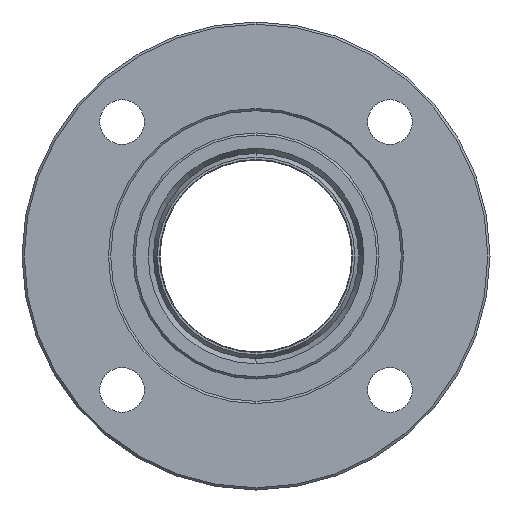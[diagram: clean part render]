
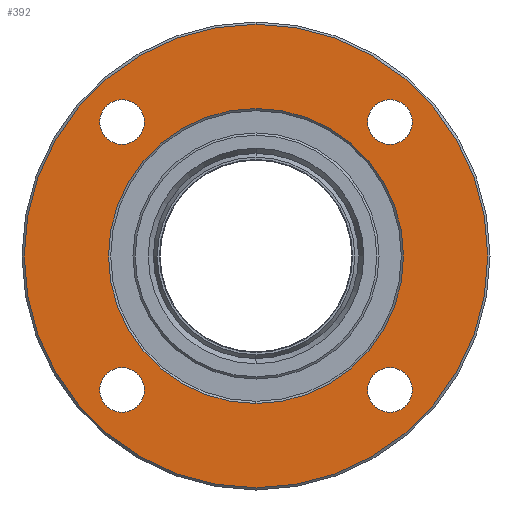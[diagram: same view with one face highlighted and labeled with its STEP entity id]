
A CAD part, left-side view. The second image highlights one B-rep face of the part: STEP entity #392.
In plain terms, the highlighted planar face has unit normal (-1, 0, 0).
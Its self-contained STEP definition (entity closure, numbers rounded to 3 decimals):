
#392=ADVANCED_FACE('',(#2965,#2966,#2967,#2968,#2969,#2970),#2964,.F.);
#2964=PLANE('',#8150);
#2965=FACE_OUTER_BOUND('',#8151,.T.);
#2966=FACE_BOUND('',#8152,.T.);
#2967=FACE_BOUND('',#8153,.T.);
#2968=FACE_BOUND('',#8154,.T.);
#2969=FACE_BOUND('',#8155,.T.);
#2970=FACE_BOUND('',#8156,.T.);
#8147=CARTESIAN_POINT('',(-45.,-100.067,62.));
#8148=DIRECTION('',(1.,0.,0.));
#8149=DIRECTION('',(0.,0.,-1.));
#8150=AXIS2_PLACEMENT_3D('',#8147,#8148,#8149);
#8151=EDGE_LOOP('',(#9645,#9646));
#8152=EDGE_LOOP('',(#9647,#9648));
#8153=EDGE_LOOP('',(#9649,#9650));
#8154=EDGE_LOOP('',(#9651,#9652));
#8155=EDGE_LOOP('',(#9653,#9654));
#8156=EDGE_LOOP('',(#9655,#9656));
#9645=ORIENTED_EDGE('',*,*,#10401,.T.);
#9646=ORIENTED_EDGE('',*,*,#10402,.T.);
#9647=ORIENTED_EDGE('',*,*,#10403,.F.);
#9648=ORIENTED_EDGE('',*,*,#10404,.F.);
#9649=ORIENTED_EDGE('',*,*,#10405,.F.);
#9650=ORIENTED_EDGE('',*,*,#10406,.F.);
#9651=ORIENTED_EDGE('',*,*,#10407,.F.);
#9652=ORIENTED_EDGE('',*,*,#10408,.F.);
#9653=ORIENTED_EDGE('',*,*,#10409,.F.);
#9654=ORIENTED_EDGE('',*,*,#10410,.F.);
#9655=ORIENTED_EDGE('',*,*,#10411,.F.);
#9656=ORIENTED_EDGE('',*,*,#10412,.F.);
#10401=EDGE_CURVE('',#13833,#13834,#13835,.T.);
#10402=EDGE_CURVE('',#13834,#13833,#13841,.T.);
#10403=EDGE_CURVE('',#13847,#13848,#13849,.T.);
#10404=EDGE_CURVE('',#13848,#13847,#13855,.T.);
#10405=EDGE_CURVE('',#13861,#13862,#13863,.T.);
#10406=EDGE_CURVE('',#13862,#13861,#13869,.T.);
#10407=EDGE_CURVE('',#13875,#13876,#13877,.T.);
#10408=EDGE_CURVE('',#13876,#13875,#13883,.T.);
#10409=EDGE_CURVE('',#13889,#13890,#13891,.T.);
#10410=EDGE_CURVE('',#13890,#13889,#13897,.T.);
#10411=EDGE_CURVE('',#13903,#13904,#13905,.T.);
#10412=EDGE_CURVE('',#13904,#13903,#13911,.T.);
#13833=VERTEX_POINT('',#17127);
#13834=VERTEX_POINT('',#17128);
#13835=CIRCLE('',#17132,52.);
#13841=CIRCLE('',#17136,52.);
#13847=VERTEX_POINT('',#17137);
#13848=VERTEX_POINT('',#17138);
#13849=CIRCLE('',#17142,5.);
#13855=CIRCLE('',#17146,5.);
#13861=VERTEX_POINT('',#17147);
#13862=VERTEX_POINT('',#17148);
#13863=CIRCLE('',#17152,5.);
#13869=CIRCLE('',#17156,5.);
#13875=VERTEX_POINT('',#17157);
#13876=VERTEX_POINT('',#17158);
#13877=CIRCLE('',#17162,5.);
#13883=CIRCLE('',#17166,5.);
#13889=VERTEX_POINT('',#17167);
#13890=VERTEX_POINT('',#17168);
#13891=CIRCLE('',#17172,33.1);
#13897=CIRCLE('',#17176,33.1);
#13903=VERTEX_POINT('',#17177);
#13904=VERTEX_POINT('',#17178);
#13905=CIRCLE('',#17182,5.);
#13911=CIRCLE('',#17186,5.);
#17127=CARTESIAN_POINT('',(-45.,0.,52.));
#17128=CARTESIAN_POINT('',(-45.,0.,-52.));
#17129=CARTESIAN_POINT('',(-45.,0.,0.));
#17130=DIRECTION('',(-1.,0.,0.));
#17131=DIRECTION('',(0.,0.,1.));
#17132=AXIS2_PLACEMENT_3D('',#17129,#17130,#17131);
#17133=CARTESIAN_POINT('',(-45.,0.,0.));
#17134=DIRECTION('',(-1.,0.,0.));
#17135=DIRECTION('',(0.,0.,1.));
#17136=AXIS2_PLACEMENT_3D('',#17133,#17134,#17135);
#17137=CARTESIAN_POINT('',(-45.,30.052,-25.052));
#17138=CARTESIAN_POINT('',(-45.,30.052,-35.052));
#17139=CARTESIAN_POINT('',(-45.,30.052,-30.052));
#17140=DIRECTION('',(-1.,0.,0.));
#17141=DIRECTION('',(0.,0.,-1.));
#17142=AXIS2_PLACEMENT_3D('',#17139,#17140,#17141);
#17143=CARTESIAN_POINT('',(-45.,30.052,-30.052));
#17144=DIRECTION('',(-1.,0.,0.));
#17145=DIRECTION('',(0.,0.,-1.));
#17146=AXIS2_PLACEMENT_3D('',#17143,#17144,#17145);
#17147=CARTESIAN_POINT('',(-45.,-30.052,-25.052));
#17148=CARTESIAN_POINT('',(-45.,-30.052,-35.052));
#17149=CARTESIAN_POINT('',(-45.,-30.052,-30.052));
#17150=DIRECTION('',(-1.,0.,0.));
#17151=DIRECTION('',(0.,0.,-1.));
#17152=AXIS2_PLACEMENT_3D('',#17149,#17150,#17151);
#17153=CARTESIAN_POINT('',(-45.,-30.052,-30.052));
#17154=DIRECTION('',(-1.,0.,0.));
#17155=DIRECTION('',(0.,0.,-1.));
#17156=AXIS2_PLACEMENT_3D('',#17153,#17154,#17155);
#17157=CARTESIAN_POINT('',(-45.,-30.052,35.052));
#17158=CARTESIAN_POINT('',(-45.,-30.052,25.052));
#17159=CARTESIAN_POINT('',(-45.,-30.052,30.052));
#17160=DIRECTION('',(-1.,0.,0.));
#17161=DIRECTION('',(0.,0.,-1.));
#17162=AXIS2_PLACEMENT_3D('',#17159,#17160,#17161);
#17163=CARTESIAN_POINT('',(-45.,-30.052,30.052));
#17164=DIRECTION('',(-1.,0.,0.));
#17165=DIRECTION('',(0.,0.,-1.));
#17166=AXIS2_PLACEMENT_3D('',#17163,#17164,#17165);
#17167=CARTESIAN_POINT('',(-45.,0.,-33.1));
#17168=CARTESIAN_POINT('',(-45.,0.,33.1));
#17169=CARTESIAN_POINT('',(-45.,0.,0.));
#17170=DIRECTION('',(-1.,0.,0.));
#17171=DIRECTION('',(0.,0.,1.));
#17172=AXIS2_PLACEMENT_3D('',#17169,#17170,#17171);
#17173=CARTESIAN_POINT('',(-45.,0.,0.));
#17174=DIRECTION('',(-1.,0.,0.));
#17175=DIRECTION('',(0.,0.,1.));
#17176=AXIS2_PLACEMENT_3D('',#17173,#17174,#17175);
#17177=CARTESIAN_POINT('',(-45.,30.052,35.052));
#17178=CARTESIAN_POINT('',(-45.,30.052,25.052));
#17179=CARTESIAN_POINT('',(-45.,30.052,30.052));
#17180=DIRECTION('',(-1.,0.,0.));
#17181=DIRECTION('',(0.,0.,-1.));
#17182=AXIS2_PLACEMENT_3D('',#17179,#17180,#17181);
#17183=CARTESIAN_POINT('',(-45.,30.052,30.052));
#17184=DIRECTION('',(-1.,0.,0.));
#17185=DIRECTION('',(0.,0.,-1.));
#17186=AXIS2_PLACEMENT_3D('',#17183,#17184,#17185);
